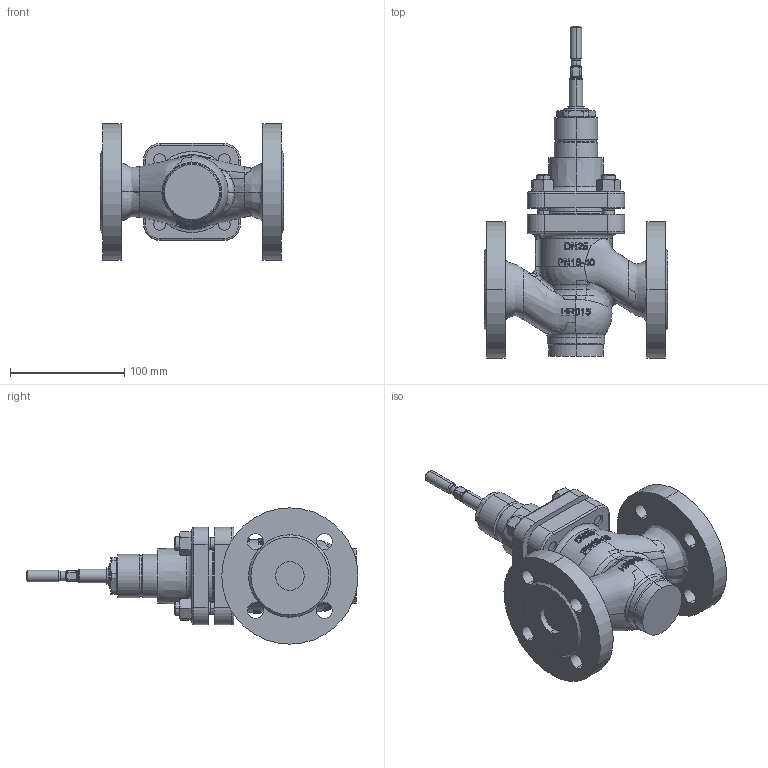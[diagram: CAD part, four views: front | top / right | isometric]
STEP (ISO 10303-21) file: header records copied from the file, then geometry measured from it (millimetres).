
FILE_DESCRIPTION (( 'STEP AP214' ), '1' );
FILE_NAME ('BR240S DN25 XXX PN16-40 for MC_STEP (Defeature).STEP', '2015-03-09T10:04:22', ( 'HORA' ), ( 'Holter Regelamaturen GmbH & Co. KG' ), 'SwSTEP 2.0', 'SolidWorks 2014', '' );
FILE_SCHEMA (( 'AUTOMOTIVE_DESIGN' ));
Length unit declared in the file: millimetre
Products named in the file (1): BR240S DN25 XXX PN16-40 for MC_STEP (Defeature)
Bounding box: 160 x 290 x 119 mm (x, y, z)
Surface area: 144886 mm2 (no closed solid volume)
Topology: 0 solids, 4 shells, 862 faces, 2258 edges, 1456 vertices
Faces by surface type: plane 254, bspline 243, cylinder 160, cone 104, torus 75, sphere 26
Entity records: 222115 total; most frequent: CARTESIAN_POINT 202617, ORIENTED_EDGE 4444, DIRECTION 3298, EDGE_CURVE 2237, VERTEX_POINT 1444, AXIS2_PLACEMENT_3D 1307, EDGE_LOOP 951, FACE_OUTER_BOUND 861
